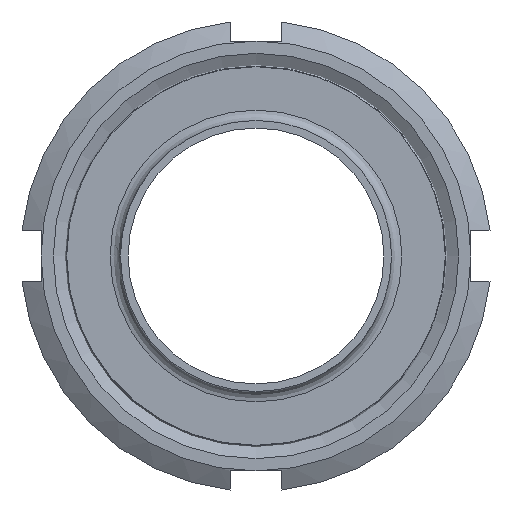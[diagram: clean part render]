
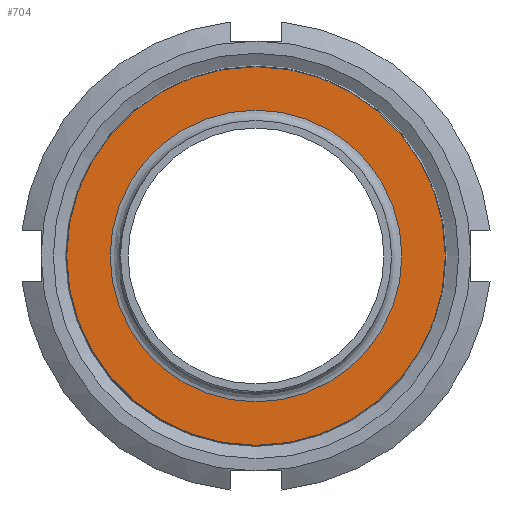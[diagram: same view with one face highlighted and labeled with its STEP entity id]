
A CAD part, left-side view. The second image highlights one B-rep face of the part: STEP entity #704.
In plain terms, the highlighted planar face has unit normal (-1, 0, 0).
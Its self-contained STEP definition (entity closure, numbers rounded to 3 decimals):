
#594=CARTESIAN_POINT('',(34.,0.0,37.));
#595=VERTEX_POINT('',#594);
#596=CARTESIAN_POINT('',(34.0,0.0,0.0));
#597=DIRECTION('',(-1.0,0.0,0.0));
#598=DIRECTION('',(0.0,0.0,1.0));
#599=AXIS2_PLACEMENT_3D('',#596,#597,#598);
#600=CIRCLE('',#599,37.);
#601=EDGE_CURVE('',#595,#595,#600,.T.);
#670=CARTESIAN_POINT('',(34.0,28.5,0.0));
#671=VERTEX_POINT('',#670);
#672=CARTESIAN_POINT('',(34.,0.,0.0));
#673=DIRECTION('',(1.0,0.0,0.0));
#674=DIRECTION('',(0.0,1.0,0.0));
#675=AXIS2_PLACEMENT_3D('',#672,#673,#674);
#676=CIRCLE('',#675,28.5);
#677=EDGE_CURVE('',#671,#671,#676,.T.);
#693=CARTESIAN_POINT('',(34.0,33.75,0.0));
#694=DIRECTION('',(-1.0,0.0,0.0));
#695=DIRECTION('',(0.0,0.0,1.0));
#696=AXIS2_PLACEMENT_3D('',#693,#694,#695);
#697=PLANE('',#696);
#698=ORIENTED_EDGE('',*,*,#601,.T.);
#699=EDGE_LOOP('',(#698));
#700=FACE_OUTER_BOUND('',#699,.T.);
#701=ORIENTED_EDGE('',*,*,#677,.T.);
#702=EDGE_LOOP('',(#701));
#703=FACE_BOUND('',#702,.T.);
#704=ADVANCED_FACE('',(#700,#703),#697,.T.);
